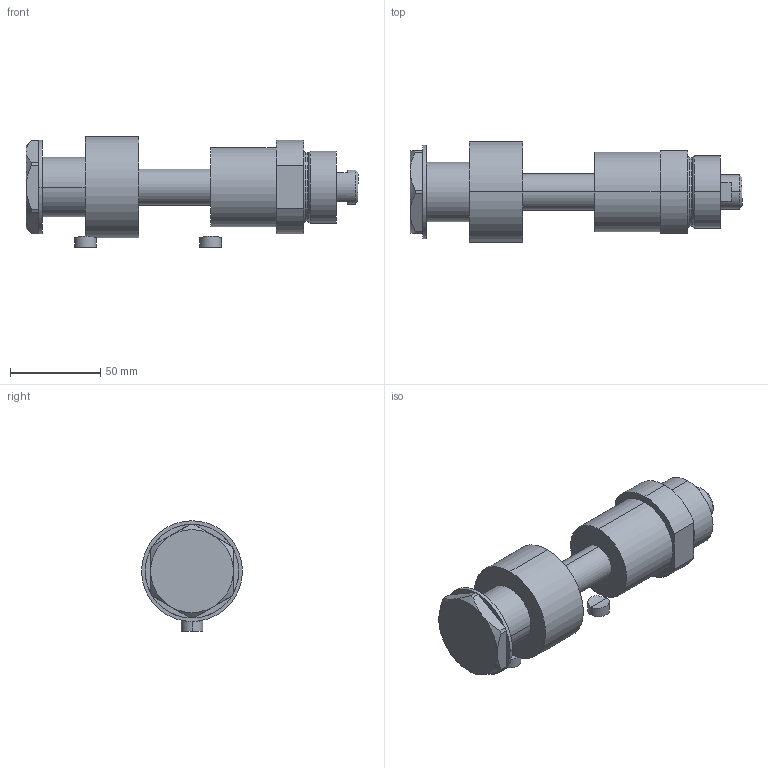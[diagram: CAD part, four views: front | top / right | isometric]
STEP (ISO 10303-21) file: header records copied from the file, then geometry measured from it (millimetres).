
FILE_DESCRIPTION (( 'STEP AP203' ), '1' );
FILE_NAME ('d64b.STEP', '2024-02-11T11:32:52', ( '' ), ( '' ), 'SwSTEP 2.0', 'SolidWorks 2019', '' );
FILE_SCHEMA (( 'CONFIG_CONTROL_DESIGN' ));
Length unit declared in the file: millimetre
Products named in the file (5): d64b; V270CG_FRONT b770912382d4f10256c93712d6402228; V270CG_MIDDLE b770912382d4f10256c93712d6402228; V270CG_VC b770912382d4f10256c93712d6402228; V270CG_BACK b770912382d4f10256c93712d6402228
Assembly tree (4 placements, depth 2):
  d64b
    V270CG_MIDDLE b770912382d4f10256c93712d6402228
    V270CG_BACK b770912382d4f10256c93712d6402228
    V270CG_FRONT b770912382d4f10256c93712d6402228
    V270CG_VC b770912382d4f10256c93712d6402228
Bounding box: 184.4 x 56 x 61.4 mm (x, y, z)
Volume: 235737.6 mm3; surface area: 44742.9 mm2
Topology: 5 solids, 5 shells, 104 faces, 225 edges, 135 vertices
Faces by surface type: plane 51, cylinder 33, cone 16, torus 4
Entity records: 3584 total; most frequent: CARTESIAN_POINT 787, DIRECTION 515, ORIENTED_EDGE 446, EDGE_CURVE 223, AXIS2_PLACEMENT_3D 209, VERTEX_POINT 135, EDGE_LOOP 112, ADVANCED_FACE 104
